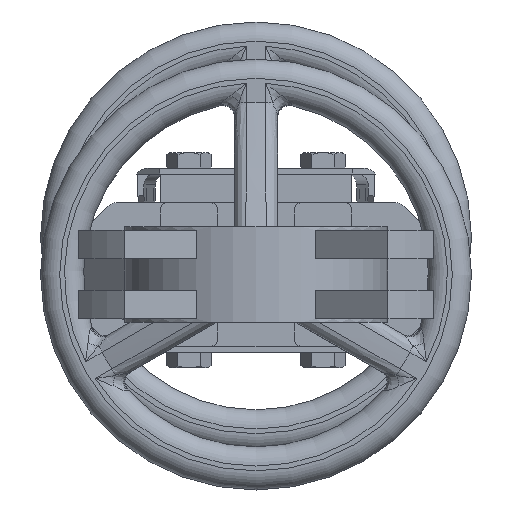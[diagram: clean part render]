
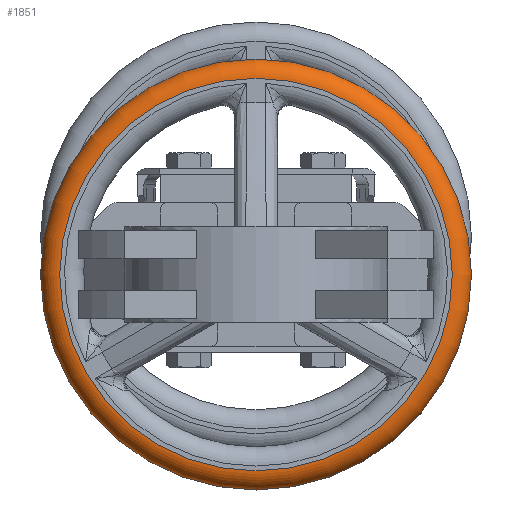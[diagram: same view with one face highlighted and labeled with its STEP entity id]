
A CAD part, front view. The second image highlights one B-rep face of the part: STEP entity #1851.
In plain terms, the highlighted toroidal (fillet/blend) face has major radius 82 mm and minor radius 8 mm.
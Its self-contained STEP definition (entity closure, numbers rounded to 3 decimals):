
#1851 = ADVANCED_FACE( '', ( #3869, #3870 ), #3871, .T. );
#3869 = FACE_OUTER_BOUND( '', #10824, .T. );
#3870 = FACE_OUTER_BOUND( '', #10825, .T. );
#3871 = TOROIDAL_SURFACE( '', #10826, 82., 8. );
#10824 = EDGE_LOOP( '', ( #16241 ) );
#10825 = EDGE_LOOP( '', ( #16242 ) );
#10826 = AXIS2_PLACEMENT_3D( '', #16243, #16244, #16245 );
#16241 = ORIENTED_EDGE( '', *, *, #18258, .F. );
#16242 = ORIENTED_EDGE( '', *, *, #17399, .F. );
#16243 = CARTESIAN_POINT( '', ( 0., 45., 0. ) );
#16244 = DIRECTION( '', ( 0., 1., 0. ) );
#16245 = DIRECTION( '', ( 0., 0., 1. ) );
#17399 = EDGE_CURVE( '', #20073, #20073, #20074, .F. );
#18258 = EDGE_CURVE( '', #21397, #21397, #21398, .T. );
#20073 = VERTEX_POINT( '', #25733 );
#20074 = CIRCLE( '', #25734, 82. );
#21397 = VERTEX_POINT( '', #30230 );
#21398 = CIRCLE( '', #30231, 90. );
#25733 = CARTESIAN_POINT( '', ( 0., 37., 82. ) );
#25734 = AXIS2_PLACEMENT_3D( '', #34166, #34167, #34168 );
#30230 = CARTESIAN_POINT( '', ( 0., 45., 90. ) );
#30231 = AXIS2_PLACEMENT_3D( '', #35034, #35035, #35036 );
#34166 = CARTESIAN_POINT( '', ( 0., 37., 0. ) );
#34167 = DIRECTION( '', ( 0., 1., 0. ) );
#34168 = DIRECTION( '', ( 0., 0., 1. ) );
#35034 = CARTESIAN_POINT( '', ( 0., 45., 0. ) );
#35035 = DIRECTION( '', ( 0., 1., 0. ) );
#35036 = DIRECTION( '', ( 0., 0., 1. ) );
